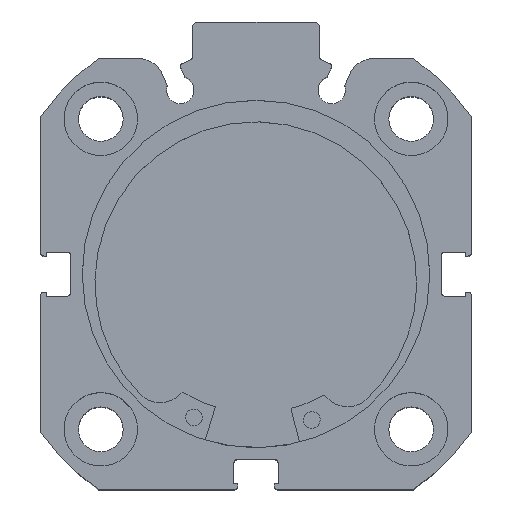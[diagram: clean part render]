
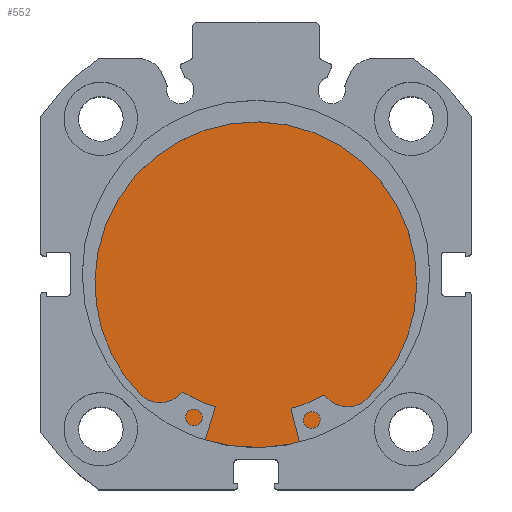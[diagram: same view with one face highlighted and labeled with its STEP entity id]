
A CAD part, top view. The second image highlights one B-rep face of the part: STEP entity #552.
In plain terms, the highlighted face is planar.
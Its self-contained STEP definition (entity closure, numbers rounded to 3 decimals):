
#5 = DIRECTION ( 'NONE',  ( 0., 0., 1. ) ) ;
#6 = DIRECTION ( 'NONE',  ( -1., 0., 0. ) ) ;
#19 = CARTESIAN_POINT ( 'NONE',  ( 9., 0., 0. ) ) ;
#552 = ADVANCED_FACE ( 'NONE', ( #4093 ), #1165, .F. ) ;
#975 = VERTEX_POINT ( 'NONE', #2872 ) ;
#976 = VERTEX_POINT ( 'NONE', #2871 ) ;
#1152 = DIRECTION ( 'NONE',  ( 0., 0., 1. ) ) ;
#1154 = DIRECTION ( 'NONE',  ( -1., 0., 0. ) ) ;
#1165 = PLANE ( 'NONE',  #1887 ) ;
#1169 = CARTESIAN_POINT ( 'NONE',  ( 9., 26., 0. ) ) ;
#1400 = EDGE_CURVE ( 'NONE', #975, #976, #4835, .T. ) ;
#1404 = EDGE_CURVE ( 'NONE', #976, #975, #4839, .T. ) ;
#1887 = AXIS2_PLACEMENT_3D ( 'NONE', #1169, #1154, #1152 ) ;
#2125 = AXIS2_PLACEMENT_3D ( 'NONE', #19, #6, #5 ) ;
#2130 = AXIS2_PLACEMENT_3D ( 'NONE', #5700, #5701, #5702 ) ;
#2871 = CARTESIAN_POINT ( 'NONE',  ( 9., 0., 26. ) ) ;
#2872 = CARTESIAN_POINT ( 'NONE',  ( 9., 0., -26. ) ) ;
#3751 = EDGE_LOOP ( 'NONE', ( #4921, #4465 ) ) ;
#4093 = FACE_OUTER_BOUND ( 'NONE', #3751, .T. ) ;
#4465 = ORIENTED_EDGE ( 'NONE', *, *, #1400, .F. ) ;
#4835 = CIRCLE ( 'NONE', #2125, 26. ) ;
#4839 = CIRCLE ( 'NONE', #2130, 26. ) ;
#4921 = ORIENTED_EDGE ( 'NONE', *, *, #1404, .F. ) ;
#5700 = CARTESIAN_POINT ( 'NONE',  ( 9., 0., 0. ) ) ;
#5701 = DIRECTION ( 'NONE',  ( -1., 0., 0. ) ) ;
#5702 = DIRECTION ( 'NONE',  ( 0., 0., 1. ) ) ;
